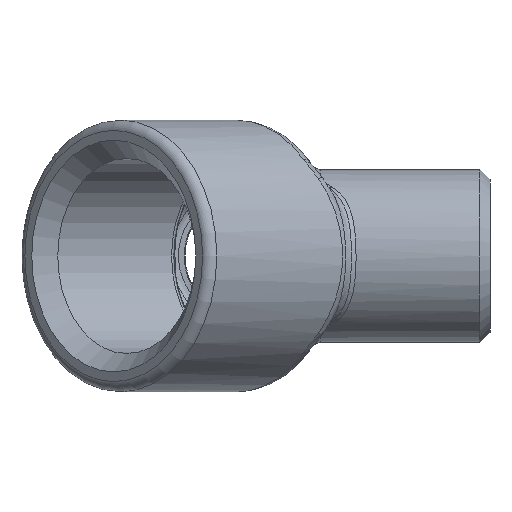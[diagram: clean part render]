
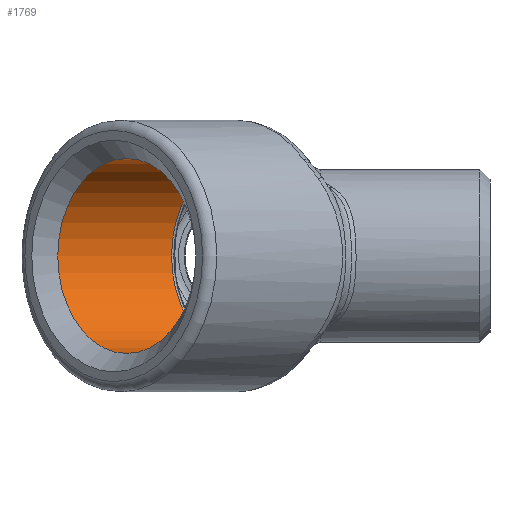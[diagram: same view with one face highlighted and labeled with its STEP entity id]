
A CAD part, left-side view. The second image highlights one B-rep face of the part: STEP entity #1769.
In plain terms, the highlighted cylindrical face has radius 15.405 mm (diameter 30.81 mm), a full revolution.
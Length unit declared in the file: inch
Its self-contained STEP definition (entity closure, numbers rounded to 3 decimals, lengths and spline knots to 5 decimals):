
#118=LINE('',#5976,#149);
#149=VECTOR('',#2387,0.6065);
#160=CYLINDRICAL_SURFACE('',#1983,0.6065);
#246=FACE_OUTER_BOUND('',#359,.T.);
#359=EDGE_LOOP('',(#1491,#1492,#1493,#1494,#1495,#1496,#1497));
#534=CIRCLE('',#1900,0.6065);
#535=CIRCLE('',#1901,0.6065);
#585=CIRCLE('',#1984,0.6065);
#586=CIRCLE('',#1985,0.6065);
#587=CIRCLE('',#1986,0.6065);
#723=VERTEX_POINT('',#4346);
#724=VERTEX_POINT('',#4347);
#768=VERTEX_POINT('',#5975);
#769=VERTEX_POINT('',#5977);
#770=VERTEX_POINT('',#5979);
#913=EDGE_CURVE('',#723,#724,#534,.F.);
#915=EDGE_CURVE('',#724,#723,#535,.F.);
#1025=EDGE_CURVE('',#723,#768,#118,.T.);
#1026=EDGE_CURVE('',#768,#769,#585,.T.);
#1027=EDGE_CURVE('',#769,#770,#586,.T.);
#1028=EDGE_CURVE('',#770,#768,#587,.T.);
#1491=ORIENTED_EDGE('',*,*,#913,.F.);
#1492=ORIENTED_EDGE('',*,*,#1025,.T.);
#1493=ORIENTED_EDGE('',*,*,#1026,.T.);
#1494=ORIENTED_EDGE('',*,*,#1027,.T.);
#1495=ORIENTED_EDGE('',*,*,#1028,.T.);
#1496=ORIENTED_EDGE('',*,*,#1025,.F.);
#1497=ORIENTED_EDGE('',*,*,#915,.F.);
#1769=ADVANCED_FACE('',(#246),#160,.F.);
#1900=AXIS2_PLACEMENT_3D('',#4348,#2208,#2209);
#1901=AXIS2_PLACEMENT_3D('',#4350,#2211,#2212);
#1983=AXIS2_PLACEMENT_3D('',#5974,#2385,#2386);
#1984=AXIS2_PLACEMENT_3D('',#5978,#2388,#2389);
#1985=AXIS2_PLACEMENT_3D('',#5980,#2390,#2391);
#1986=AXIS2_PLACEMENT_3D('',#5981,#2392,#2393);
#2208=DIRECTION('center_axis',(-0.707,0.707,0.));
#2209=DIRECTION('ref_axis',(-0.707,-0.707,0.));
#2211=DIRECTION('center_axis',(-0.707,0.707,0.));
#2212=DIRECTION('ref_axis',(-0.707,-0.707,0.));
#2385=DIRECTION('center_axis',(0.707,-0.707,0.));
#2386=DIRECTION('ref_axis',(0.707,0.707,0.));
#2387=DIRECTION('',(0.707,-0.707,0.));
#2388=DIRECTION('center_axis',(0.707,-0.707,0.));
#2389=DIRECTION('ref_axis',(0.707,0.707,0.));
#2390=DIRECTION('center_axis',(0.707,-0.707,0.));
#2391=DIRECTION('ref_axis',(0.707,0.707,0.));
#2392=DIRECTION('center_axis',(0.707,-0.707,0.));
#2393=DIRECTION('ref_axis',(0.707,0.707,0.));
#4346=CARTESIAN_POINT('',(-1.18759,0.32987,0.));
#4347=CARTESIAN_POINT('',(-0.32987,1.18759,0.));
#4348=CARTESIAN_POINT('Origin',(-0.75873,0.75873,0.));
#4350=CARTESIAN_POINT('Origin',(-0.75873,0.75873,0.));
#5974=CARTESIAN_POINT('Origin',(-0.83969,0.83969,0.));
#5975=CARTESIAN_POINT('',(-0.48013,-0.3776,0.));
#5976=CARTESIAN_POINT('',(-1.26855,0.41083,0.));
#5977=CARTESIAN_POINT('',(0.3776,0.48013,0.));
#5978=CARTESIAN_POINT('Origin',(-0.05127,0.05127,0.));
#5979=CARTESIAN_POINT('',(-0.05127,0.05127,0.6065));
#5980=CARTESIAN_POINT('Origin',(-0.05127,0.05127,0.));
#5981=CARTESIAN_POINT('Origin',(-0.05127,0.05127,0.));
